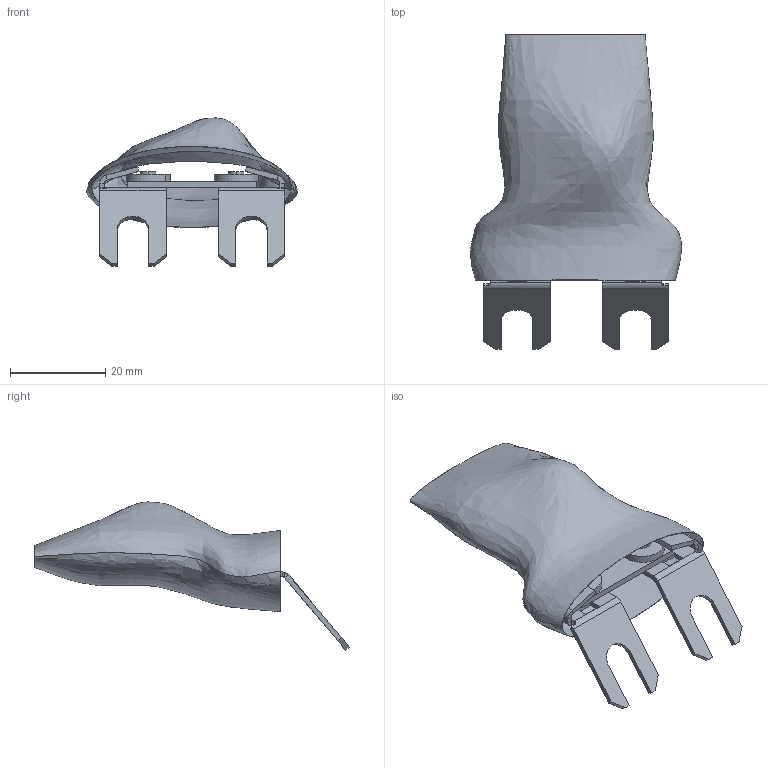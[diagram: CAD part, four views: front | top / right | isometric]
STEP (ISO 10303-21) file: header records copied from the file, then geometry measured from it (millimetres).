
FILE_DESCRIPTION (( 'STEP AP214' ), '1' );
FILE_NAME ('1101-1082-E.STEP', '2019-01-25T19:13:16', ( '' ), ( '' ), 'SwSTEP 2.0', 'SolidWorks 2018', '' );
FILE_SCHEMA (( 'AUTOMOTIVE_DESIGN' ));
Length unit declared in the file: inch
Products named in the file (15): 1101-1082-E; 2103-039; 2105-456_Bent tab; 2105-457_Bent tabs; 2104-012; 2104-012_.175 Mat''l Thickness; 2105-456; 2720-195^1101-1082_Shaped for 1101-1082; 2105-457; 2720-195^1101-1082; 2200-357
Assembly tree (8 placements, depth 2):
  1101-1082-E
    2200-357
    2105-456_Bent tab
    2105-457_Bent tabs
    2104-012_.175 Mat''l Thickness  x2
    2103-039  x2
    2720-195^1101-1082_Shaped for 1101-1082
  2103-039
  2104-012
  2103-039
  2105-456
Bounding box: 44.35 x 66.09 x 31.15 mm (x, y, z)
Volume: 2539 mm3; surface area: 13384.6 mm2
Topology: 26 solids, 26 shells, 742 faces, 1940 edges, 1276 vertices
Faces by surface type: plane 553, bspline 126, cylinder 55, cone 4, torus 4
Entity records: 53459 total; most frequent: CARTESIAN_POINT 27945, ORIENTED_EDGE 3824, DIRECTION 2984, EDGE_CURVE 1912, VECTOR 1546, LINE 1546, VERTEX_POINT 1258, EDGE_LOOP 824
